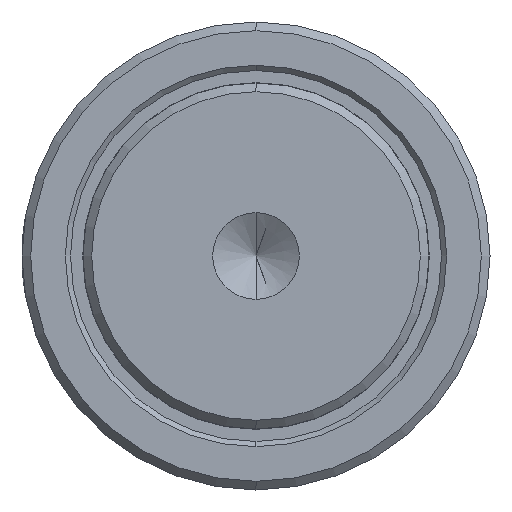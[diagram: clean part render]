
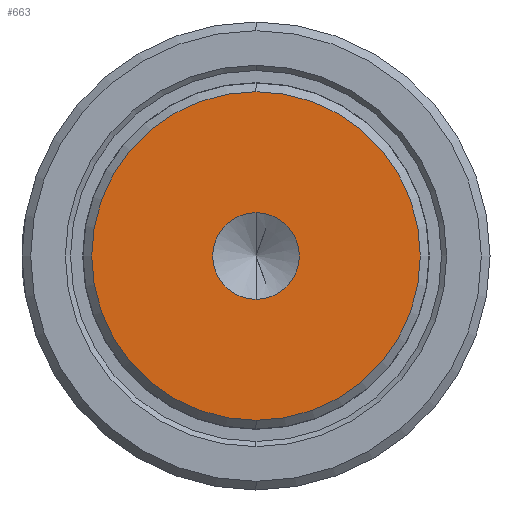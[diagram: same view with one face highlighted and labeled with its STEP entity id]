
A CAD part, left-side view. The second image highlights one B-rep face of the part: STEP entity #663.
In plain terms, the highlighted planar face has unit normal (-1, 0, 0).
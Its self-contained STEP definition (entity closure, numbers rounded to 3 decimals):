
#84 = AXIS2_PLACEMENT_3D ( 'NONE', #536, #829, #530 ) ;
#100 = CARTESIAN_POINT ( 'NONE',  ( 0., 0., 0. ) ) ;
#121 = DIRECTION ( 'NONE',  ( -1., 0., 0. ) ) ;
#203 = FACE_OUTER_BOUND ( 'NONE', #498, .T. ) ;
#261 = DIRECTION ( 'NONE',  ( 0., 0., 1. ) ) ;
#305 = VERTEX_POINT ( 'NONE', #1206 ) ;
#362 = EDGE_CURVE ( 'NONE', #1145, #305, #1383, .T. ) ;
#376 = ORIENTED_EDGE ( 'NONE', *, *, #557, .T. ) ;
#395 = ORIENTED_EDGE ( 'NONE', *, *, #1018, .T. ) ;
#444 = ORIENTED_EDGE ( 'NONE', *, *, #362, .F. ) ;
#483 = CARTESIAN_POINT ( 'NONE',  ( 0., 0., -9.48 ) ) ;
#498 = EDGE_LOOP ( 'NONE', ( #376, #395 ) ) ;
#530 = DIRECTION ( 'NONE',  ( 0., 0., 1. ) ) ;
#536 = CARTESIAN_POINT ( 'NONE',  ( 0., 0., 0. ) ) ;
#547 = CARTESIAN_POINT ( 'NONE',  ( 0., 0., 9.48 ) ) ;
#557 = EDGE_CURVE ( 'NONE', #744, #1677, #821, .T. ) ;
#579 = ORIENTED_EDGE ( 'NONE', *, *, #1788, .F. ) ;
#594 = FACE_BOUND ( 'NONE', #1504, .T. ) ;
#632 = DIRECTION ( 'NONE',  ( 0., 0., 1. ) ) ;
#663 = ADVANCED_FACE ( 'NONE', ( #203, #594 ), #711, .T. ) ;
#711 = PLANE ( 'NONE',  #84 ) ;
#744 = VERTEX_POINT ( 'NONE', #483 ) ;
#750 = DIRECTION ( 'NONE',  ( -1., 0., 0. ) ) ;
#758 = CARTESIAN_POINT ( 'NONE',  ( 0., 0., 0. ) ) ;
#821 = CIRCLE ( 'NONE', #1120, 9.48 ) ;
#829 = DIRECTION ( 'NONE',  ( -1., 0., 0. ) ) ;
#951 = AXIS2_PLACEMENT_3D ( 'NONE', #1015, #121, #1159 ) ;
#1015 = CARTESIAN_POINT ( 'NONE',  ( 0., 0., 0. ) ) ;
#1018 = EDGE_CURVE ( 'NONE', #1677, #744, #1122, .T. ) ;
#1058 = CARTESIAN_POINT ( 'NONE',  ( 0., 0., 2.5 ) ) ;
#1120 = AXIS2_PLACEMENT_3D ( 'NONE', #1672, #1570, #1564 ) ;
#1122 = CIRCLE ( 'NONE', #951, 9.48 ) ;
#1140 = DIRECTION ( 'NONE',  ( -1., 0., 0. ) ) ;
#1145 = VERTEX_POINT ( 'NONE', #1058 ) ;
#1159 = DIRECTION ( 'NONE',  ( 0., 0., 1. ) ) ;
#1206 = CARTESIAN_POINT ( 'NONE',  ( 0., 0., -2.5 ) ) ;
#1307 = AXIS2_PLACEMENT_3D ( 'NONE', #100, #1140, #261 ) ;
#1351 = AXIS2_PLACEMENT_3D ( 'NONE', #758, #750, #632 ) ;
#1383 = CIRCLE ( 'NONE', #1351, 2.5 ) ;
#1504 = EDGE_LOOP ( 'NONE', ( #444, #579 ) ) ;
#1564 = DIRECTION ( 'NONE',  ( 0., 0., 1. ) ) ;
#1570 = DIRECTION ( 'NONE',  ( -1., 0., 0. ) ) ;
#1672 = CARTESIAN_POINT ( 'NONE',  ( 0., 0., 0. ) ) ;
#1677 = VERTEX_POINT ( 'NONE', #547 ) ;
#1788 = EDGE_CURVE ( 'NONE', #305, #1145, #1834, .T. ) ;
#1834 = CIRCLE ( 'NONE', #1307, 2.5 ) ;
